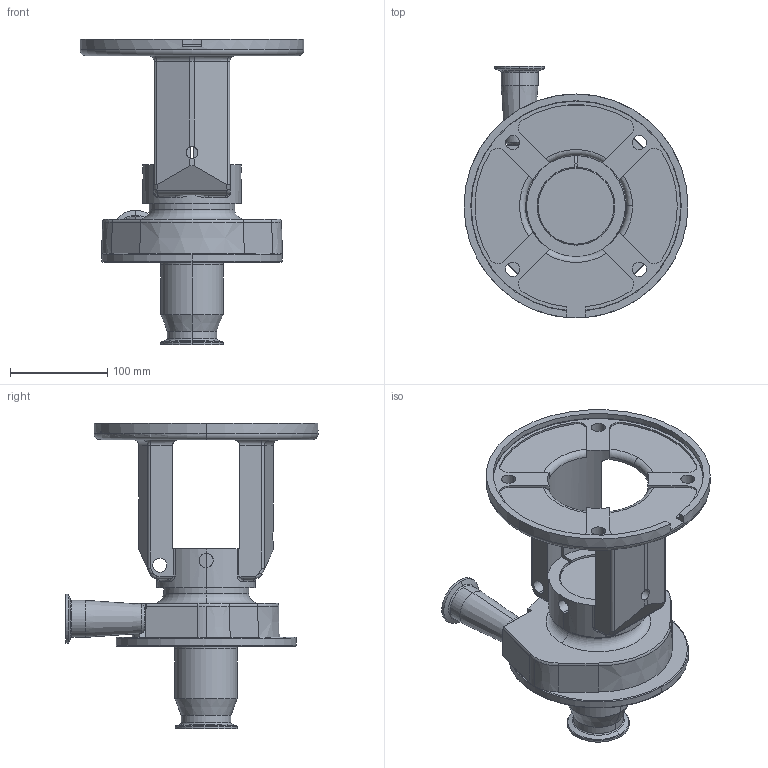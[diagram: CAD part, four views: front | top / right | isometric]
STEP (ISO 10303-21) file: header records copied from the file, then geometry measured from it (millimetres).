
FILE_DESCRIPTION (( 'STEP AP214' ), '1' );
FILE_NAME ('FPR 712 180TC VERT.STEP', '2023-09-14T14:03:58', ( '' ), ( '' ), 'SwSTEP 2.0', 'SolidWorks 2023', '' );
FILE_SCHEMA (( 'AUTOMOTIVE_DESIGN' ));
Length unit declared in the file: millimetre
Products named in the file (1): FPR 712 180TC VERT
Bounding box: 230 x 259 x 314 mm (x, y, z)
Volume: 1827540.3 mm3; surface area: 357695.4 mm2
Topology: 1 solids, 1 shells, 350 faces, 880 edges, 526 vertices
Faces by surface type: cylinder 128, torus 77, plane 69, cone 64, bspline 10, sphere 2
Entity records: 12017 total; most frequent: CARTESIAN_POINT 3534, DIRECTION 1907, ORIENTED_EDGE 1736, EDGE_CURVE 868, AXIS2_PLACEMENT_3D 791, VERTEX_POINT 525, CIRCLE 450, EDGE_LOOP 383
